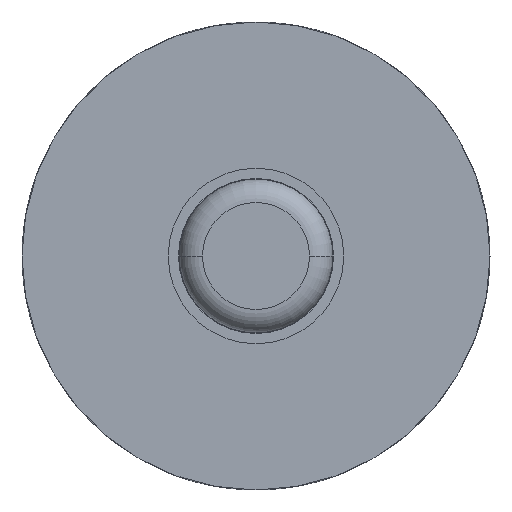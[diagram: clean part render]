
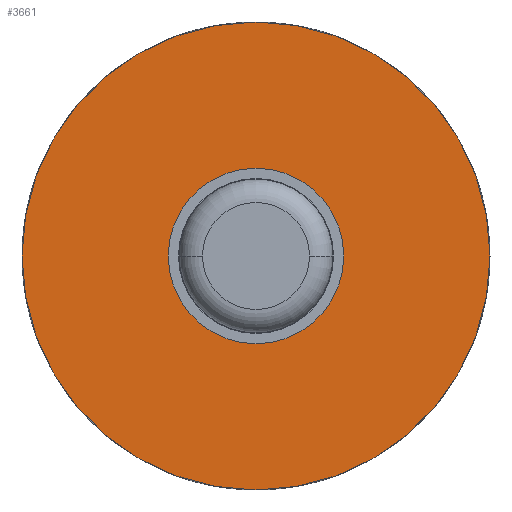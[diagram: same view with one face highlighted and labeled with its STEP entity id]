
A CAD part, front view. The second image highlights one B-rep face of the part: STEP entity #3661.
In plain terms, the highlighted planar face has unit normal (0, -1, 0).
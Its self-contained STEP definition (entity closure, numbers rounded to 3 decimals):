
#17 = EDGE_CURVE ( 'Defeature ausgef�hrt1_45+Defeature ausgef�hrt1_44+Defeature ausgef�hrt1_44+Defeature ausgef�hrt1_44', #7472, #3598, #3107, .T. ) ;
#104 = AXIS2_PLACEMENT_3D ( 'NONE', #9507, #5918, #631 ) ;
#431 = CARTESIAN_POINT ( 'NONE',  ( 0., 32.3, 0. ) ) ;
#446 = CARTESIAN_POINT ( 'NONE',  ( 0.9, 32.3, 0. ) ) ;
#631 = DIRECTION ( 'NONE',  ( 0., 0., 1. ) ) ;
#1394 = DIRECTION ( 'NONE',  ( 0., 0., 1. ) ) ;
#1496 = VERTEX_POINT ( 'NONE', #6291 ) ;
#1618 = CARTESIAN_POINT ( 'NONE',  ( 0., 32.3, -4. ) ) ;
#1783 = CARTESIAN_POINT ( 'NONE',  ( 0., 32.3, -0.9 ) ) ;
#2397 = AXIS2_PLACEMENT_3D ( 'NONE', #5287, #8839, #7061 ) ;
#2464 = ORIENTED_EDGE ( 'NONE', *, *, #2531, .T. ) ;
#2531 = EDGE_CURVE ( 'Defeature ausgef�hrt1_44+Defeature ausgef�hrt1_9+Defeature ausgef�hrt1_9+Defeature ausgef�hrt1_9', #8418, #1496, #6017, .T. ) ;
#3033 = FACE_BOUND ( 'NONE', #7125, .T. ) ;
#3107 = CIRCLE ( 'NONE', #104, 4. ) ;
#3598 = VERTEX_POINT ( 'NONE', #7137 ) ;
#3661 = ADVANCED_FACE ( 'Defeature ausgef�hrt1_44', ( #8729, #3033 ), #5649, .F. ) ;
#4230 = EDGE_CURVE ( 'Defeature ausgef�hrt1_44+Defeature ausgef�hrt1_9+Defeature ausgef�hrt1_9+Defeature ausgef�hrt1_9', #1496, #8418, #5973, .T. ) ;
#5287 = CARTESIAN_POINT ( 'NONE',  ( 0., 32.3, 0. ) ) ;
#5465 = ORIENTED_EDGE ( 'NONE', *, *, #4230, .T. ) ;
#5496 = CARTESIAN_POINT ( 'NONE',  ( 0., 32.3, 0. ) ) ;
#5649 = PLANE ( 'NONE',  #9097 ) ;
#5751 = EDGE_CURVE ( 'Defeature ausgef�hrt1_45+Defeature ausgef�hrt1_44+Defeature ausgef�hrt1_44+Defeature ausgef�hrt1_44', #3598, #7472, #11143, .T. ) ;
#5918 = DIRECTION ( 'NONE',  ( 0., 1., 0. ) ) ;
#5973 = CIRCLE ( 'NONE', #6462, 0.9 ) ;
#6017 = CIRCLE ( 'NONE', #2397, 0.9 ) ;
#6291 = CARTESIAN_POINT ( 'NONE',  ( 0., 32.3, 0.9 ) ) ;
#6462 = AXIS2_PLACEMENT_3D ( 'NONE', #5496, #10112, #1394 ) ;
#7061 = DIRECTION ( 'NONE',  ( 0., 0., 1. ) ) ;
#7125 = EDGE_LOOP ( 'NONE', ( #5465, #2464 ) ) ;
#7137 = CARTESIAN_POINT ( 'NONE',  ( 0., 32.3, 4. ) ) ;
#7472 = VERTEX_POINT ( 'NONE', #1618 ) ;
#8177 = DIRECTION ( 'NONE',  ( 0., 0., 1. ) ) ;
#8418 = VERTEX_POINT ( 'NONE', #1783 ) ;
#8729 = FACE_OUTER_BOUND ( 'NONE', #10661, .T. ) ;
#8839 = DIRECTION ( 'NONE',  ( 0., 1., 0. ) ) ;
#9045 = DIRECTION ( 'NONE',  ( 0., 1., 0. ) ) ;
#9097 = AXIS2_PLACEMENT_3D ( 'NONE', #446, #10883, #8177 ) ;
#9421 = AXIS2_PLACEMENT_3D ( 'NONE', #431, #9045, #9928 ) ;
#9507 = CARTESIAN_POINT ( 'NONE',  ( 0., 32.3, 0. ) ) ;
#9859 = ORIENTED_EDGE ( 'NONE', *, *, #17, .F. ) ;
#9928 = DIRECTION ( 'NONE',  ( 0., 0., 1. ) ) ;
#10112 = DIRECTION ( 'NONE',  ( 0., 1., 0. ) ) ;
#10661 = EDGE_LOOP ( 'NONE', ( #11145, #9859 ) ) ;
#10883 = DIRECTION ( 'NONE',  ( 0., 1., 0. ) ) ;
#11143 = CIRCLE ( 'NONE', #9421, 4. ) ;
#11145 = ORIENTED_EDGE ( 'NONE', *, *, #5751, .F. ) ;
